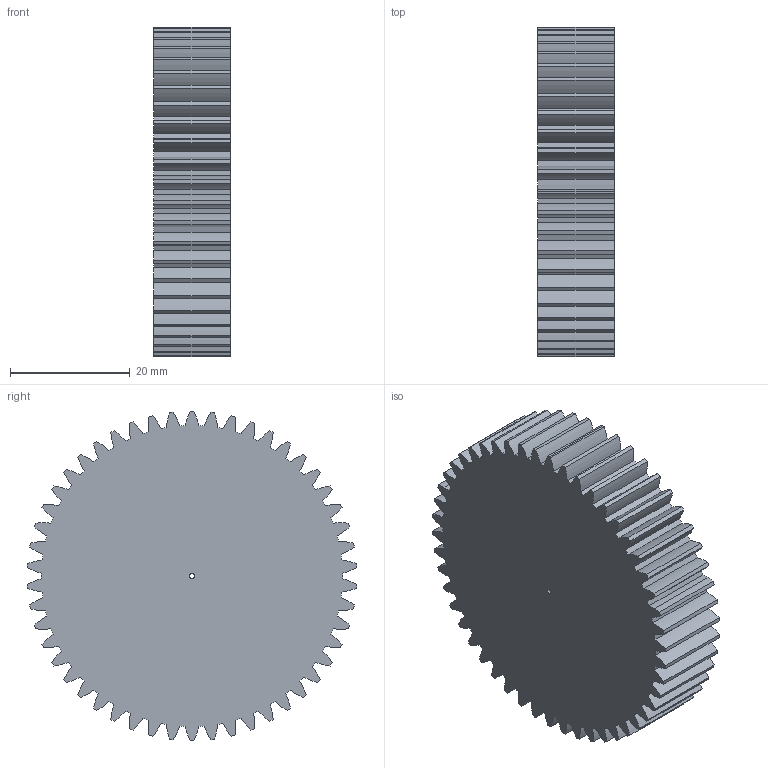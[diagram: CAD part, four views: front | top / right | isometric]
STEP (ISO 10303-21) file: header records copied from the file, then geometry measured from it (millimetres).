
FILE_DESCRIPTION (( 'STEP AP214' ), '1' );
FILE_NAME ('DriveGears50T.STEP', '2024-01-26T18:47:06', ( '' ), ( '' ), 'SwSTEP 2.0', 'SolidWorks 2024', '' );
FILE_SCHEMA (( 'AUTOMOTIVE_DESIGN' ));
Length unit declared in the file: inch
Products named in the file (1): DriveGears50T
Bounding box: 12.7 x 54.96 x 55.03 mm (x, y, z)
Volume: 27543.6 mm3; surface area: 8598.9 mm2
Topology: 1 solids, 1 shells, 207 faces, 615 edges, 410 vertices
Faces by surface type: cylinder 205, plane 2
Entity records: 7230 total; most frequent: DIRECTION 1441, CARTESIAN_POINT 1233, ORIENTED_EDGE 1230, AXIS2_PLACEMENT_3D 618, EDGE_CURVE 615, CIRCLE 410, VERTEX_POINT 410, EDGE_LOOP 209
